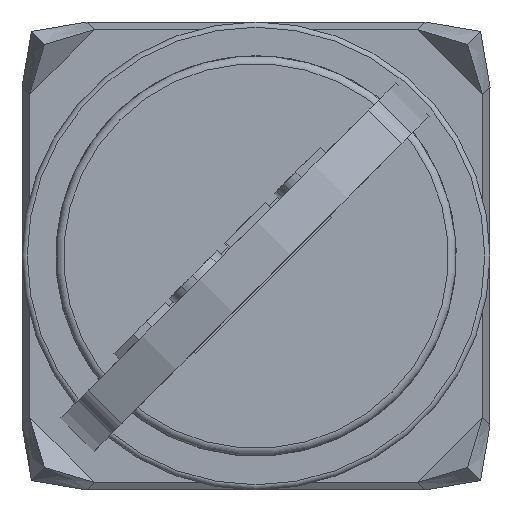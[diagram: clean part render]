
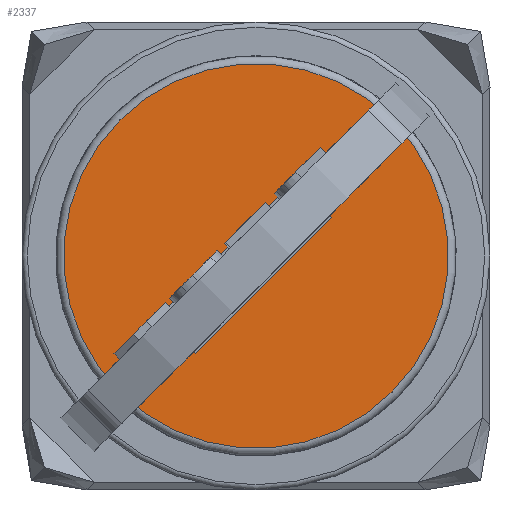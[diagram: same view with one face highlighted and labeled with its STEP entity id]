
A CAD part, front view. The second image highlights one B-rep face of the part: STEP entity #2337.
In plain terms, the highlighted planar face has unit normal (0, -1, 0).
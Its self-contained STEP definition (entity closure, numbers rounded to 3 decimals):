
#2337 = ADVANCED_FACE( '', ( #5256, #5257 ), #5258, .F. );
#5256 = FACE_OUTER_BOUND( '', #12762, .T. );
#5257 = FACE_BOUND( '', #12763, .T. );
#5258 = PLANE( '', #12764 );
#12762 = EDGE_LOOP( '', ( #21935 ) );
#12763 = EDGE_LOOP( '', ( #21936, #21937, #21938, #21939 ) );
#12764 = AXIS2_PLACEMENT_3D( '', #21940, #21941, #21942 );
#21935 = ORIENTED_EDGE( '', *, *, #30643, .T. );
#21936 = ORIENTED_EDGE( '', *, *, #29883, .F. );
#21937 = ORIENTED_EDGE( '', *, *, #28200, .F. );
#21938 = ORIENTED_EDGE( '', *, *, #30644, .F. );
#21939 = ORIENTED_EDGE( '', *, *, #29408, .F. );
#21940 = CARTESIAN_POINT( '', ( 0., -20.3, 0. ) );
#21941 = DIRECTION( '', ( 0., 1., 0. ) );
#21942 = DIRECTION( '', ( 1., 0., 0. ) );
#28200 = EDGE_CURVE( '', #33168, #33163, #33170, .T. );
#29408 = EDGE_CURVE( '', #35152, #35147, #35154, .T. );
#29883 = EDGE_CURVE( '', #33163, #35152, #35921, .T. );
#30643 = EDGE_CURVE( '', #37020, #37020, #37021, .T. );
#30644 = EDGE_CURVE( '', #35147, #33168, #37022, .T. );
#33163 = VERTEX_POINT( '', #41046 );
#33168 = VERTEX_POINT( '', #41053 );
#33170 = LINE( '', #41056, #41057 );
#35147 = VERTEX_POINT( '', #45032 );
#35152 = VERTEX_POINT( '', #45039 );
#35154 = LINE( '', #45042, #45043 );
#35921 = LINE( '', #47162, #47163 );
#37020 = VERTEX_POINT( '', #49930 );
#37021 = CIRCLE( '', #49931, 7.4 );
#37022 = LINE( '', #49932, #49933 );
#41046 = CARTESIAN_POINT( '', ( 1.485, -20.3, 2.899 ) );
#41053 = CARTESIAN_POINT( '', ( 2.899, -20.3, 1.485 ) );
#41056 = CARTESIAN_POINT( '', ( 2.899, -20.3, 1.485 ) );
#41057 = VECTOR( '', #53636, 1000. );
#45032 = CARTESIAN_POINT( '', ( -2.333, -20.3, -3.748 ) );
#45039 = CARTESIAN_POINT( '', ( -3.748, -20.3, -2.333 ) );
#45042 = CARTESIAN_POINT( '', ( -3.748, -20.3, -2.333 ) );
#45043 = VECTOR( '', #54725, 1000. );
#47162 = CARTESIAN_POINT( '', ( 1.485, -20.3, 2.899 ) );
#47163 = VECTOR( '', #55303, 1000. );
#49930 = CARTESIAN_POINT( '', ( -5.233, -20.3, -5.233 ) );
#49931 = AXIS2_PLACEMENT_3D( '', #55939, #55940, #55941 );
#49932 = CARTESIAN_POINT( '', ( -2.333, -20.3, -3.748 ) );
#49933 = VECTOR( '', #55942, 1000. );
#53636 = DIRECTION( '', ( -0.707, 0., 0.707 ) );
#54725 = DIRECTION( '', ( 0.707, 0., -0.707 ) );
#55303 = DIRECTION( '', ( -0.707, 0., -0.707 ) );
#55939 = CARTESIAN_POINT( '', ( 0., -20.3, 0. ) );
#55940 = DIRECTION( '', ( 0., -1., 0. ) );
#55941 = DIRECTION( '', ( -0.707, 0., -0.707 ) );
#55942 = DIRECTION( '', ( 0.707, 0., 0.707 ) );
